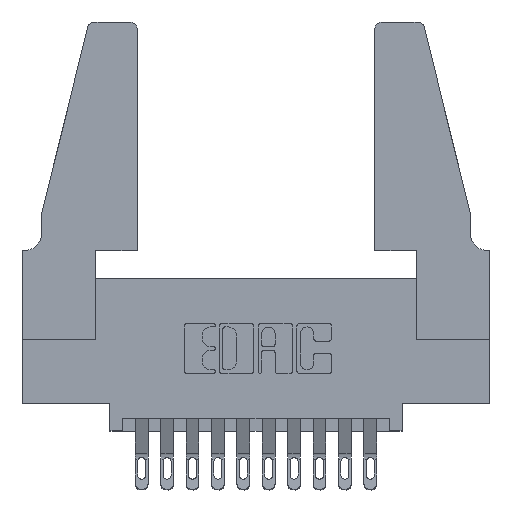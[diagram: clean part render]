
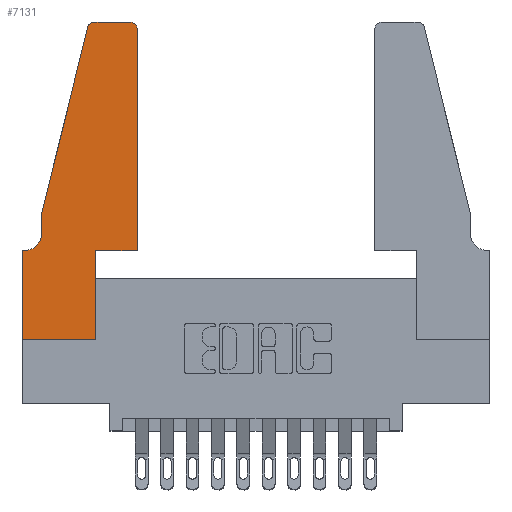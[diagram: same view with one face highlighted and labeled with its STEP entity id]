
A CAD part, top view. The second image highlights one B-rep face of the part: STEP entity #7131.
In plain terms, the highlighted planar face has unit normal (0, 0, 1).
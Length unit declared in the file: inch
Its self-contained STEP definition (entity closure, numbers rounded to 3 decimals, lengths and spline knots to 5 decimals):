
#9 = VERTEX_POINT ( 'NONE', #2265 ) ;
#287 = ORIENTED_EDGE ( 'NONE', *, *, #1953, .T. ) ;
#299 = CARTESIAN_POINT ( 'NONE',  ( 0.4505, 1.22, 0.37 ) ) ;
#642 = ORIENTED_EDGE ( 'NONE', *, *, #4398, .T. ) ;
#708 = VECTOR ( 'NONE', #14096, 39.37008 ) ;
#719 = VECTOR ( 'NONE', #11879, 39.37008 ) ;
#1029 = CARTESIAN_POINT ( 'NONE',  ( 0., 0., 0.37 ) ) ;
#1143 = VERTEX_POINT ( 'NONE', #2106 ) ;
#1255 = CARTESIAN_POINT ( 'NONE',  ( 0.0755, 0.42, 0.37 ) ) ;
#1492 = ORIENTED_EDGE ( 'NONE', *, *, #3576, .T. ) ;
#1696 = CARTESIAN_POINT ( 'NONE',  ( 0.4205, 1.22, 0.37 ) ) ;
#1885 = VERTEX_POINT ( 'NONE', #1255 ) ;
#1923 = PLANE ( 'NONE',  #13986 ) ;
#1953 = EDGE_CURVE ( 'NONE', #6837, #8771, #10101, .T. ) ;
#2106 = CARTESIAN_POINT ( 'NONE',  ( 0.4205, 1.25, 0.37 ) ) ;
#2265 = CARTESIAN_POINT ( 'NONE',  ( 0., 0.35, 0.37 ) ) ;
#2834 = VERTEX_POINT ( 'NONE', #8024 ) ;
#2849 = AXIS2_PLACEMENT_3D ( 'NONE', #1696, #9655, #2904 ) ;
#2904 = DIRECTION ( 'NONE',  ( 1., 0., 0. ) ) ;
#2919 = ORIENTED_EDGE ( 'NONE', *, *, #9989, .T. ) ;
#3122 = DIRECTION ( 'NONE',  ( 1., 0., 0. ) ) ;
#3133 = VERTEX_POINT ( 'NONE', #13337 ) ;
#3576 = EDGE_CURVE ( 'NONE', #1885, #3133, #6444, .T. ) ;
#3612 = VECTOR ( 'NONE', #7849, 39.37008 ) ;
#3616 = CARTESIAN_POINT ( 'NONE',  ( 0., 0., 0.37 ) ) ;
#3692 = VERTEX_POINT ( 'NONE', #1029 ) ;
#3701 = DIRECTION ( 'NONE',  ( -1., 0., 0. ) ) ;
#3720 = DIRECTION ( 'NONE',  ( 0., 0., -1. ) ) ;
#3739 = CARTESIAN_POINT ( 'NONE',  ( 0.0055, 0.42, 0.37 ) ) ;
#3779 = VECTOR ( 'NONE', #11467, 39.37008 ) ;
#3797 = VECTOR ( 'NONE', #9738, 39.37008 ) ;
#3864 = CARTESIAN_POINT ( 'NONE',  ( 0.0755, 0.5, 0.37 ) ) ;
#4133 = LINE ( 'NONE', #6925, #3779 ) ;
#4207 = LINE ( 'NONE', #3616, #4553 ) ;
#4398 = EDGE_CURVE ( 'NONE', #8594, #5594, #10126, .T. ) ;
#4417 = ORIENTED_EDGE ( 'NONE', *, *, #4613, .T. ) ;
#4553 = VECTOR ( 'NONE', #11480, 39.37008 ) ;
#4613 = EDGE_CURVE ( 'NONE', #11671, #4938, #9258, .T. ) ;
#4938 = VERTEX_POINT ( 'NONE', #3864 ) ;
#5179 = ORIENTED_EDGE ( 'NONE', *, *, #12940, .T. ) ;
#5594 = VERTEX_POINT ( 'NONE', #299 ) ;
#6444 = CIRCLE ( 'NONE', #10243, 0.07 ) ;
#6457 = EDGE_CURVE ( 'NONE', #2834, #11671, #14071, .T. ) ;
#6599 = CARTESIAN_POINT ( 'NONE',  ( 0., 0., 0.37 ) ) ;
#6611 = DIRECTION ( 'NONE',  ( 0., 0., 1. ) ) ;
#6834 = LINE ( 'NONE', #8556, #708 ) ;
#6837 = VERTEX_POINT ( 'NONE', #8458 ) ;
#6925 = CARTESIAN_POINT ( 'NONE',  ( 0.0755, 0.35, 0.37 ) ) ;
#7084 = VECTOR ( 'NONE', #14740, 39.37008 ) ;
#7131 = ADVANCED_FACE ( 'NONE', ( #13545 ), #1923, .T. ) ;
#7152 = ORIENTED_EDGE ( 'NONE', *, *, #6457, .T. ) ;
#7409 = ORIENTED_EDGE ( 'NONE', *, *, #11293, .T. ) ;
#7674 = EDGE_CURVE ( 'NONE', #1143, #2834, #6834, .T. ) ;
#7849 = DIRECTION ( 'NONE',  ( -0.239, -0.971, 0. ) ) ;
#7904 = CARTESIAN_POINT ( 'NONE',  ( 0.4505, 0.35, 0.37 ) ) ;
#8024 = CARTESIAN_POINT ( 'NONE',  ( 0.284, 1.25, 0.37 ) ) ;
#8458 = CARTESIAN_POINT ( 'NONE',  ( 0.2865, 0., 0.37 ) ) ;
#8556 = CARTESIAN_POINT ( 'NONE',  ( 0.2605, 1.25, 0.37 ) ) ;
#8579 = AXIS2_PLACEMENT_3D ( 'NONE', #13347, #6611, #14448 ) ;
#8594 = VERTEX_POINT ( 'NONE', #12542 ) ;
#8618 = CARTESIAN_POINT ( 'NONE',  ( 0.4505, 0.35, 0.37 ) ) ;
#8771 = VERTEX_POINT ( 'NONE', #9454 ) ;
#8911 = DIRECTION ( 'NONE',  ( 0., -1., 0. ) ) ;
#9076 = DIRECTION ( 'NONE',  ( 1., 0., 0. ) ) ;
#9258 = LINE ( 'NONE', #13446, #3612 ) ;
#9454 = CARTESIAN_POINT ( 'NONE',  ( 0.2865, 0.35, 0.37 ) ) ;
#9471 = CARTESIAN_POINT ( 'NONE',  ( 0.25487, 1.22718, 0.37 ) ) ;
#9655 = DIRECTION ( 'NONE',  ( 0., 0., 1. ) ) ;
#9738 = DIRECTION ( 'NONE',  ( 0., 1., 0. ) ) ;
#9856 = LINE ( 'NONE', #12963, #719 ) ;
#9875 = DIRECTION ( 'NONE',  ( 0., 0., 1. ) ) ;
#9989 = EDGE_CURVE ( 'NONE', #5594, #1143, #14747, .T. ) ;
#10028 = VECTOR ( 'NONE', #8911, 39.37008 ) ;
#10101 = LINE ( 'NONE', #13939, #7084 ) ;
#10126 = LINE ( 'NONE', #8618, #3797 ) ;
#10243 = AXIS2_PLACEMENT_3D ( 'NONE', #3739, #3720, #3701 ) ;
#10370 = LINE ( 'NONE', #6599, #10028 ) ;
#10828 = EDGE_LOOP ( 'NONE', ( #10883, #7152, #4417, #14032, #1492, #12749, #7409, #11827, #287, #5179, #642, #2919 ) ) ;
#10883 = ORIENTED_EDGE ( 'NONE', *, *, #7674, .T. ) ;
#11108 = EDGE_CURVE ( 'NONE', #4938, #1885, #9856, .T. ) ;
#11293 = EDGE_CURVE ( 'NONE', #9, #3692, #10370, .T. ) ;
#11366 = VECTOR ( 'NONE', #9076, 39.37008 ) ;
#11467 = DIRECTION ( 'NONE',  ( -1., 0., 0. ) ) ;
#11480 = DIRECTION ( 'NONE',  ( 1., 0., 0. ) ) ;
#11516 = EDGE_CURVE ( 'NONE', #3692, #6837, #4207, .T. ) ;
#11671 = VERTEX_POINT ( 'NONE', #9471 ) ;
#11727 = LINE ( 'NONE', #7904, #11366 ) ;
#11827 = ORIENTED_EDGE ( 'NONE', *, *, #11516, .T. ) ;
#11879 = DIRECTION ( 'NONE',  ( 0., -1., 0. ) ) ;
#12078 = CARTESIAN_POINT ( 'NONE',  ( 0., 0.35, 0.37 ) ) ;
#12542 = CARTESIAN_POINT ( 'NONE',  ( 0.4505, 0.35, 0.37 ) ) ;
#12749 = ORIENTED_EDGE ( 'NONE', *, *, #14172, .T. ) ;
#12940 = EDGE_CURVE ( 'NONE', #8771, #8594, #11727, .T. ) ;
#12963 = CARTESIAN_POINT ( 'NONE',  ( 0.0755, 0.5, 0.37 ) ) ;
#13337 = CARTESIAN_POINT ( 'NONE',  ( 0.0055, 0.35, 0.37 ) ) ;
#13347 = CARTESIAN_POINT ( 'NONE',  ( 0.284, 1.22, 0.37 ) ) ;
#13446 = CARTESIAN_POINT ( 'NONE',  ( 0.0755, 0.5, 0.37 ) ) ;
#13545 = FACE_OUTER_BOUND ( 'NONE', #10828, .T. ) ;
#13939 = CARTESIAN_POINT ( 'NONE',  ( 0.2865, 0.35, 0.37 ) ) ;
#13986 = AXIS2_PLACEMENT_3D ( 'NONE', #12078, #9875, #3122 ) ;
#14032 = ORIENTED_EDGE ( 'NONE', *, *, #11108, .T. ) ;
#14071 = CIRCLE ( 'NONE', #8579, 0.03 ) ;
#14096 = DIRECTION ( 'NONE',  ( -1., 0., 0. ) ) ;
#14172 = EDGE_CURVE ( 'NONE', #3133, #9, #4133, .T. ) ;
#14448 = DIRECTION ( 'NONE',  ( 1., 0., 0. ) ) ;
#14740 = DIRECTION ( 'NONE',  ( 0., 1., 0. ) ) ;
#14747 = CIRCLE ( 'NONE', #2849, 0.03 ) ;
